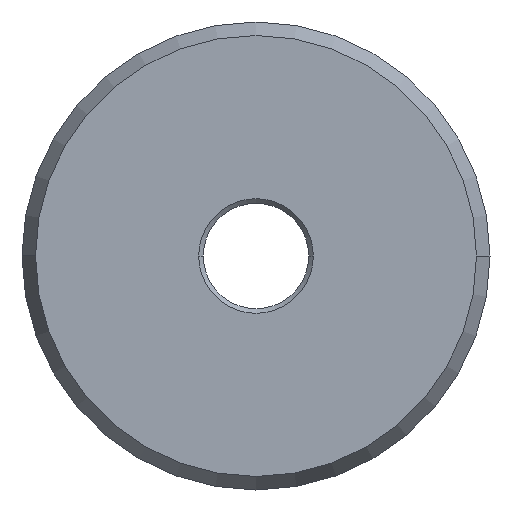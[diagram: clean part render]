
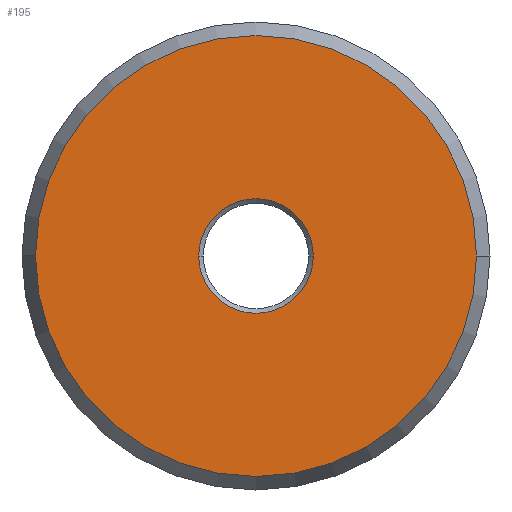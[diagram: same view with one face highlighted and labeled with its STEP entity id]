
A CAD part, front view. The second image highlights one B-rep face of the part: STEP entity #195.
In plain terms, the highlighted planar face has unit normal (0, -1, 0).
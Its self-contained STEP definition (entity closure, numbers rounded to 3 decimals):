
#195=ADVANCED_FACE('',(#485,#486),#487,.T.);
#485=FACE_BOUND('',#874,.T.);
#486=FACE_OUTER_BOUND('',#875,.T.);
#487=PLANE('',#876);
#874=EDGE_LOOP('',(#1344,#1345));
#875=EDGE_LOOP('',(#1346,#1347));
#876=AXIS2_PLACEMENT_3D('',#1348,#1349,#1350);
#1344=ORIENTED_EDGE('',*,*,#2248,.F.);
#1345=ORIENTED_EDGE('',*,*,#2191,.F.);
#1346=ORIENTED_EDGE('',*,*,#2196,.T.);
#1347=ORIENTED_EDGE('',*,*,#2246,.T.);
#1348=CARTESIAN_POINT('',(5.936,0.,0.0));
#1349=DIRECTION('',(0.,-1.0,0.0));
#1350=DIRECTION('',(0.0,0.0,-1.0));
#2191=EDGE_CURVE('',#2567,#2563,#2569,.T.);
#2196=EDGE_CURVE('',#2572,#2576,#2578,.T.);
#2246=EDGE_CURVE('',#2576,#2572,#2644,.T.);
#2248=EDGE_CURVE('',#2563,#2567,#2646,.T.);
#2563=VERTEX_POINT('',#3067);
#2567=VERTEX_POINT('',#3072);
#2569=CIRCLE('',#3075,2.45);
#2572=VERTEX_POINT('',#3078);
#2576=VERTEX_POINT('',#3083);
#2578=CIRCLE('',#3086,9.423);
#2644=CIRCLE('',#3166,9.423);
#2646=CIRCLE('',#3168,2.45);
#3067=CARTESIAN_POINT('',(2.45,0.,0.0));
#3072=CARTESIAN_POINT('',(-2.45,0.,0.));
#3075=AXIS2_PLACEMENT_3D('',#3722,#3723,#3724);
#3078=CARTESIAN_POINT('',(9.423,0.,0.0));
#3083=CARTESIAN_POINT('',(-9.423,0.,0.));
#3086=AXIS2_PLACEMENT_3D('',#3730,#3731,#3732);
#3166=AXIS2_PLACEMENT_3D('',#3801,#3802,#3803);
#3168=AXIS2_PLACEMENT_3D('',#3804,#3805,#3806);
#3722=CARTESIAN_POINT('',(0.,0.,0.0));
#3723=DIRECTION('',(0.,-1.0,0.0));
#3724=DIRECTION('',(1.0,0.,0.0));
#3730=CARTESIAN_POINT('',(0.,0.,0.0));
#3731=DIRECTION('',(0.,-1.0,0.0));
#3732=DIRECTION('',(1.0,0.,0.0));
#3801=CARTESIAN_POINT('',(0.,0.,0.0));
#3802=DIRECTION('',(0.,-1.0,0.0));
#3803=DIRECTION('',(1.0,0.,0.0));
#3804=CARTESIAN_POINT('',(0.,0.,0.0));
#3805=DIRECTION('',(0.,-1.0,0.0));
#3806=DIRECTION('',(1.0,0.,0.0));
